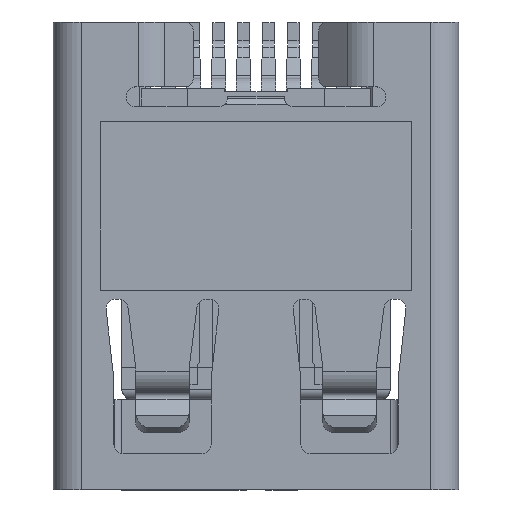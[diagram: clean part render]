
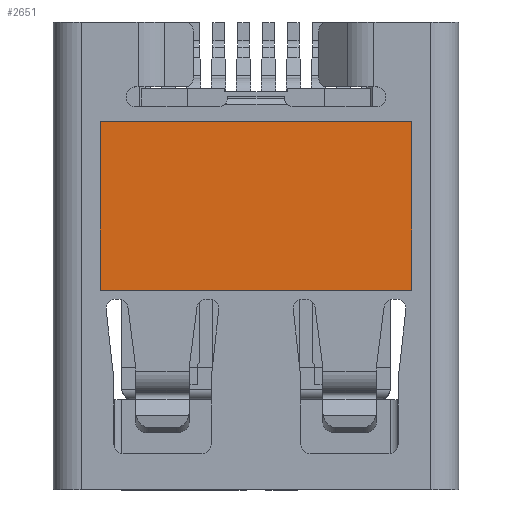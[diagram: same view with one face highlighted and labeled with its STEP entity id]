
A CAD part, top view. The second image highlights one B-rep face of the part: STEP entity #2651.
In plain terms, the highlighted free-form (B-spline) face has degree [1, 1] with [2, 2] control points.
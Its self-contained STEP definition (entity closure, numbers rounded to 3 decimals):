
#2612=CARTESIAN_POINT('',(2.5,-0.663,2.97));
#2613=CARTESIAN_POINT('',(-2.5,-0.663,2.97));
#2614=CARTESIAN_POINT('',(2.5,-3.362,2.97));
#2615=CARTESIAN_POINT('',(-2.5,-3.362,2.97));
#2616=B_SPLINE_SURFACE_WITH_KNOTS('',1,1,((#2612,#2614),(#2613,#2615)),.UNSPECIFIED.,.F.,.F.,.U.,(2,2),(2,2),(0.0,5.0),(0.0,2.7),.UNSPECIFIED.);
#2617=CARTESIAN_POINT('',(-2.5,-3.362,2.97));
#2618=VERTEX_POINT('',#2617);
#2619=CARTESIAN_POINT('',(-2.5,-0.663,2.97));
#2620=VERTEX_POINT('',#2619);
#2621=CARTESIAN_POINT('',(-2.5,-3.362,2.97));
#2622=DIRECTION('',(0.0,1.0,0.0));
#2623=VECTOR('',#2622,2.7);
#2624=LINE('',#2621,#2623);
#2625=EDGE_CURVE('',#2618,#2620,#2624,.T.);
#2626=ORIENTED_EDGE('',*,*,#2625,.F.);
#2627=CARTESIAN_POINT('',(2.5,-3.362,2.97));
#2628=VERTEX_POINT('',#2627);
#2629=CARTESIAN_POINT('',(2.5,-3.362,2.97));
#2630=DIRECTION('',(-1.0,0.0,0.0));
#2631=VECTOR('',#2630,5.0);
#2632=LINE('',#2629,#2631);
#2633=EDGE_CURVE('',#2628,#2618,#2632,.T.);
#2634=ORIENTED_EDGE('',*,*,#2633,.F.);
#2635=CARTESIAN_POINT('',(2.5,-0.663,2.97));
#2636=VERTEX_POINT('',#2635);
#2637=CARTESIAN_POINT('',(2.5,-0.663,2.97));
#2638=DIRECTION('',(0.0,-1.0,0.0));
#2639=VECTOR('',#2638,2.7);
#2640=LINE('',#2637,#2639);
#2641=EDGE_CURVE('',#2636,#2628,#2640,.T.);
#2642=ORIENTED_EDGE('',*,*,#2641,.F.);
#2643=CARTESIAN_POINT('',(-2.5,-0.663,2.97));
#2644=DIRECTION('',(1.0,0.0,0.0));
#2645=VECTOR('',#2644,5.0);
#2646=LINE('',#2643,#2645);
#2647=EDGE_CURVE('',#2620,#2636,#2646,.T.);
#2648=ORIENTED_EDGE('',*,*,#2647,.F.);
#2649=EDGE_LOOP('',(#2626,#2634,#2642,#2648));
#2650=FACE_OUTER_BOUND('',#2649,.T.);
#2651=ADVANCED_FACE('',(#2650),#2616,.T.);
